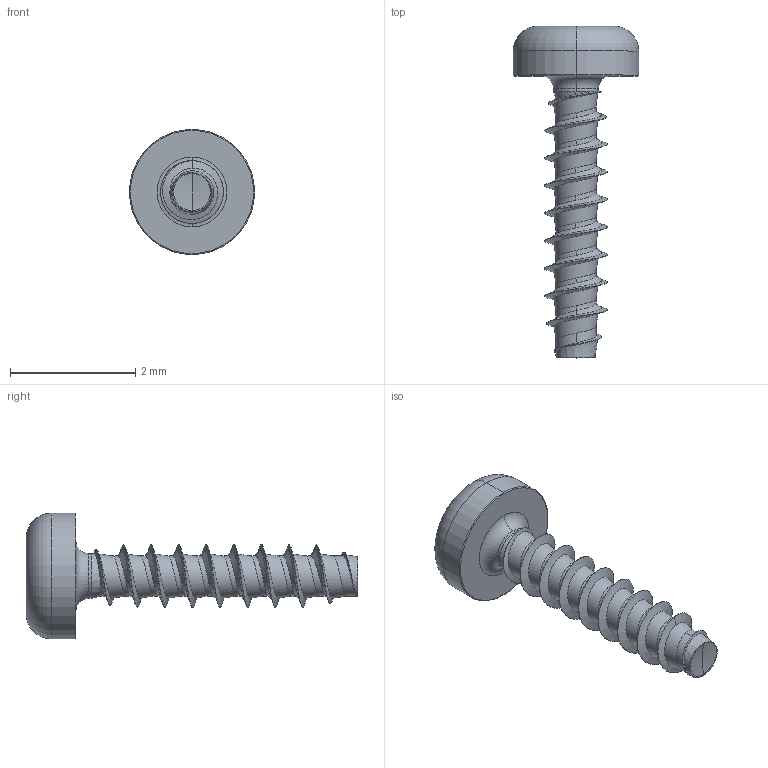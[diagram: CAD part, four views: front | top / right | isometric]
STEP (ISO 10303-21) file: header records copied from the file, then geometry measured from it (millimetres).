
FILE_DESCRIPTION (( 'STEP AP203' ), '1' );
FILE_NAME ('STP390100045.STEP', '2017-08-15T18:47:22', ( '' ), ( '' ), 'SwSTEP 2.0', 'SolidWorks 2015', '' );
FILE_SCHEMA (( 'CONFIG_CONTROL_DESIGN' ));
Length unit declared in the file: millimetre
Products named in the file (1): STP390100045
Bounding box: 2 x 5.3 x 2 mm (x, y, z)
Volume: 3.6 mm3; surface area: 26.9 mm2
Topology: 1 solids, 1 shells, 101 faces, 251 edges, 152 vertices
Faces by surface type: cylinder 45, bspline 35, cone 11, torus 6, sphere 2, plane 2
Entity records: 13358 total; most frequent: CARTESIAN_POINT 11267, ORIENTED_EDGE 498, DIRECTION 312, EDGE_CURVE 249, VERTEX_POINT 152, AXIS2_PLACEMENT_3D 126, B_SPLINE_CURVE_WITH_KNOTS 111, EDGE_LOOP 103
